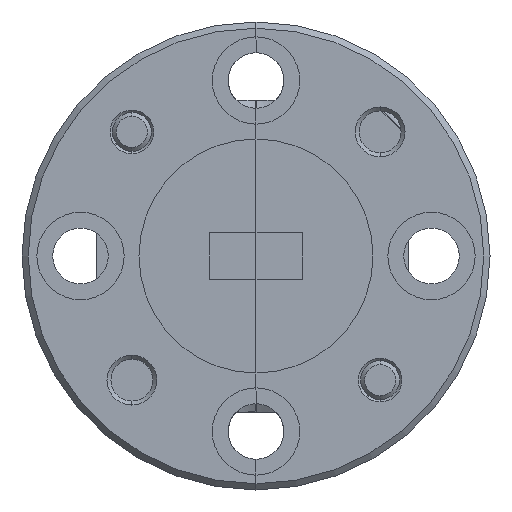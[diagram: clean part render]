
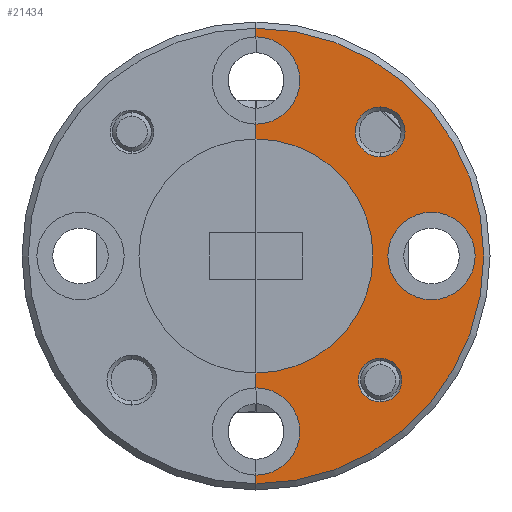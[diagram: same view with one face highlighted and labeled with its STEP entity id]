
A CAD part, left-side view. The second image highlights one B-rep face of the part: STEP entity #21434.
In plain terms, the highlighted planar face has unit normal (-1, 0, 0).
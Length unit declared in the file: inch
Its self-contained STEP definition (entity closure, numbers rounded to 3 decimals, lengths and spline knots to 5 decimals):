
#73 = ORIENTED_EDGE ( 'NONE', *, *, #3575, .F. ) ;
#105 = DIRECTION ( 'NONE',  ( -1., 0., 0. ) ) ;
#302 = DIRECTION ( 'NONE',  ( 0., 0., 1. ) ) ;
#636 = CARTESIAN_POINT ( 'NONE',  ( -0.4375, 0.385, 0.35125 ) ) ;
#928 = AXIS2_PLACEMENT_3D ( 'NONE', #30579, #11592, #21177 ) ;
#1410 = VERTEX_POINT ( 'NONE', #7276 ) ;
#1633 = VERTEX_POINT ( 'NONE', #36193 ) ;
#1876 = CARTESIAN_POINT ( 'NONE',  ( -0.4375, 0.385, 0. ) ) ;
#2778 = ORIENTED_EDGE ( 'NONE', *, *, #40113, .F. ) ;
#3024 = ORIENTED_EDGE ( 'NONE', *, *, #11844, .F. ) ;
#3487 = CARTESIAN_POINT ( 'NONE',  ( -0.4375, 0.385, -0.35125 ) ) ;
#3575 = EDGE_CURVE ( 'NONE', #7100, #23540, #37305, .T. ) ;
#4371 = DIRECTION ( 'NONE',  ( -1., 0., 0. ) ) ;
#4401 = CARTESIAN_POINT ( 'NONE',  ( -0.4375, 0.10375, 0.07 ) ) ;
#4458 = CIRCLE ( 'NONE', #17838, 0.04 ) ;
#4635 = CARTESIAN_POINT ( 'NONE',  ( -0.4375, 0.385, 0.1875 ) ) ;
#5323 = EDGE_CURVE ( 'NONE', #1410, #17567, #32254, .T. ) ;
#5460 = AXIS2_PLACEMENT_3D ( 'NONE', #32223, #35822, #10556 ) ;
#6073 = AXIS2_PLACEMENT_3D ( 'NONE', #20212, #4371, #7551 ) ;
#6132 = VERTEX_POINT ( 'NONE', #31652 ) ;
#6262 = VERTEX_POINT ( 'NONE', #32319 ) ;
#6569 = FACE_BOUND ( 'NONE', #24096, .T. ) ;
#6615 = ORIENTED_EDGE ( 'NONE', *, *, #29557, .T. ) ;
#6622 = DIRECTION ( 'NONE',  ( 0., 0., 1. ) ) ;
#6840 = DIRECTION ( 'NONE',  ( 0., 0., 1. ) ) ;
#6971 = CIRCLE ( 'NONE', #18135, 0.1875 ) ;
#6990 = VECTOR ( 'NONE', #23246, 39.37008 ) ;
#7100 = VERTEX_POINT ( 'NONE', #17439 ) ;
#7276 = CARTESIAN_POINT ( 'NONE',  ( -0.4375, 0.385, -0.21125 ) ) ;
#7419 = CIRCLE ( 'NONE', #39947, 0.07 ) ;
#7551 = DIRECTION ( 'NONE',  ( 0., 0., 1. ) ) ;
#8358 = EDGE_CURVE ( 'NONE', #33744, #1410, #8805, .T. ) ;
#8483 = EDGE_CURVE ( 'NONE', #29629, #1633, #30132, .T. ) ;
#8805 = CIRCLE ( 'NONE', #39719, 0.07 ) ;
#8849 = VECTOR ( 'NONE', #33918, 39.37008 ) ;
#8981 = ORIENTED_EDGE ( 'NONE', *, *, #13016, .F. ) ;
#9133 = CARTESIAN_POINT ( 'NONE',  ( -0.4375, 0.385, -0.28125 ) ) ;
#9223 = ORIENTED_EDGE ( 'NONE', *, *, #36719, .F. ) ;
#9889 = DIRECTION ( 'NONE',  ( 0., 0., 1. ) ) ;
#10204 = CARTESIAN_POINT ( 'NONE',  ( -0.4375, 0.385, 0. ) ) ;
#10556 = DIRECTION ( 'NONE',  ( 0., 0., 1. ) ) ;
#10977 = ORIENTED_EDGE ( 'NONE', *, *, #5323, .F. ) ;
#11094 = DIRECTION ( 'NONE',  ( -1., 0., 0. ) ) ;
#11592 = DIRECTION ( 'NONE',  ( -1., 0., 0. ) ) ;
#11835 = EDGE_CURVE ( 'NONE', #23540, #7100, #22327, .T. ) ;
#11844 = EDGE_CURVE ( 'NONE', #21715, #33744, #12884, .T. ) ;
#11934 = VECTOR ( 'NONE', #17123, 39.37008 ) ;
#12161 = DIRECTION ( 'NONE',  ( -1., 0., 0. ) ) ;
#12367 = DIRECTION ( 'NONE',  ( 0., 0., 1. ) ) ;
#12569 = FACE_OUTER_BOUND ( 'NONE', #29996, .T. ) ;
#12884 = LINE ( 'NONE', #24072, #8849 ) ;
#13016 = EDGE_CURVE ( 'NONE', #30212, #6262, #22764, .T. ) ;
#13142 = ORIENTED_EDGE ( 'NONE', *, *, #8483, .F. ) ;
#13278 = VECTOR ( 'NONE', #302, 39.37008 ) ;
#13307 = CARTESIAN_POINT ( 'NONE',  ( -0.4375, 0.18613, -0.16387 ) ) ;
#13514 = CARTESIAN_POINT ( 'NONE',  ( -0.4375, 0.18613, 0.19887 ) ) ;
#14298 = DIRECTION ( 'NONE',  ( 0., 0., 1. ) ) ;
#14562 = FACE_BOUND ( 'NONE', #36604, .T. ) ;
#16230 = CARTESIAN_POINT ( 'NONE',  ( -0.4375, 0.385, 0. ) ) ;
#16844 = CARTESIAN_POINT ( 'NONE',  ( -0.4375, 0.385, 0. ) ) ;
#17123 = DIRECTION ( 'NONE',  ( 0., 0., 1. ) ) ;
#17304 = EDGE_CURVE ( 'NONE', #26984, #6132, #18118, .T. ) ;
#17439 = CARTESIAN_POINT ( 'NONE',  ( -0.4375, 0.18613, -0.23387 ) ) ;
#17445 = CIRCLE ( 'NONE', #6073, 0.07 ) ;
#17567 = VERTEX_POINT ( 'NONE', #21728 ) ;
#17787 = ORIENTED_EDGE ( 'NONE', *, *, #17304, .F. ) ;
#17838 = AXIS2_PLACEMENT_3D ( 'NONE', #13514, #38570, #9889 ) ;
#18118 = CIRCLE ( 'NONE', #38795, 0.04 ) ;
#18135 = AXIS2_PLACEMENT_3D ( 'NONE', #39245, #11094, #33306 ) ;
#19226 = DIRECTION ( 'NONE',  ( -1., 0., 0. ) ) ;
#19649 = ORIENTED_EDGE ( 'NONE', *, *, #8358, .F. ) ;
#20171 = EDGE_CURVE ( 'NONE', #31233, #29629, #7419, .T. ) ;
#20175 = ORIENTED_EDGE ( 'NONE', *, *, #24478, .F. ) ;
#20212 = CARTESIAN_POINT ( 'NONE',  ( -0.4375, 0.10375, 0. ) ) ;
#20629 = AXIS2_PLACEMENT_3D ( 'NONE', #29239, #32011, #6622 ) ;
#20893 = PLANE ( 'NONE',  #37111 ) ;
#21177 = DIRECTION ( 'NONE',  ( 0., 0., 1. ) ) ;
#21434 = ADVANCED_FACE ( 'NONE', ( #14562, #23462, #12569, #6569 ), #20893, .T. ) ;
#21696 = ORIENTED_EDGE ( 'NONE', *, *, #11835, .F. ) ;
#21715 = VERTEX_POINT ( 'NONE', #29446 ) ;
#21728 = CARTESIAN_POINT ( 'NONE',  ( -0.4375, 0.385, -0.1875 ) ) ;
#22327 = CIRCLE ( 'NONE', #928, 0.035 ) ;
#22764 = CIRCLE ( 'NONE', #20629, 0.07 ) ;
#22930 = LINE ( 'NONE', #10204, #6990 ) ;
#23246 = DIRECTION ( 'NONE',  ( 0., 0., 1. ) ) ;
#23462 = FACE_BOUND ( 'NONE', #24186, .T. ) ;
#23540 = VERTEX_POINT ( 'NONE', #13307 ) ;
#23740 = EDGE_CURVE ( 'NONE', #6262, #30212, #17445, .T. ) ;
#24061 = DIRECTION ( 'NONE',  ( 0., 0., 1. ) ) ;
#24072 = CARTESIAN_POINT ( 'NONE',  ( -0.4375, 0.385, 0. ) ) ;
#24096 = EDGE_LOOP ( 'NONE', ( #8981, #30305 ) ) ;
#24186 = EDGE_LOOP ( 'NONE', ( #21696, #73 ) ) ;
#24478 = EDGE_CURVE ( 'NONE', #6132, #26984, #4458, .T. ) ;
#24791 = ORIENTED_EDGE ( 'NONE', *, *, #20171, .F. ) ;
#25278 = CARTESIAN_POINT ( 'NONE',  ( -0.4375, 0.385, 0.28125 ) ) ;
#26895 = DIRECTION ( 'NONE',  ( -1., 0., 0. ) ) ;
#26984 = VERTEX_POINT ( 'NONE', #33717 ) ;
#28119 = AXIS2_PLACEMENT_3D ( 'NONE', #38454, #105, #6840 ) ;
#28570 = DIRECTION ( 'NONE',  ( -1., 0., 0. ) ) ;
#29239 = CARTESIAN_POINT ( 'NONE',  ( -0.4375, 0.10375, 0. ) ) ;
#29446 = CARTESIAN_POINT ( 'NONE',  ( -0.4375, 0.385, -0.365 ) ) ;
#29557 = EDGE_CURVE ( 'NONE', #21715, #1633, #40364, .T. ) ;
#29629 = VERTEX_POINT ( 'NONE', #636 ) ;
#29996 = EDGE_LOOP ( 'NONE', ( #3024, #6615, #13142, #24791, #2778, #9223, #10977, #19649 ) ) ;
#30132 = LINE ( 'NONE', #16230, #13278 ) ;
#30212 = VERTEX_POINT ( 'NONE', #4401 ) ;
#30305 = ORIENTED_EDGE ( 'NONE', *, *, #23740, .F. ) ;
#30579 = CARTESIAN_POINT ( 'NONE',  ( -0.4375, 0.18613, -0.19887 ) ) ;
#31233 = VERTEX_POINT ( 'NONE', #40353 ) ;
#31652 = CARTESIAN_POINT ( 'NONE',  ( -0.4375, 0.18613, 0.23887 ) ) ;
#32011 = DIRECTION ( 'NONE',  ( -1., 0., 0. ) ) ;
#32223 = CARTESIAN_POINT ( 'NONE',  ( -0.4375, 0.385, 0. ) ) ;
#32254 = LINE ( 'NONE', #16844, #11934 ) ;
#32319 = CARTESIAN_POINT ( 'NONE',  ( -0.4375, 0.10375, -0.07 ) ) ;
#33306 = DIRECTION ( 'NONE',  ( 0., 0., 1. ) ) ;
#33695 = CARTESIAN_POINT ( 'NONE',  ( -0.4375, 0.18613, 0.19887 ) ) ;
#33717 = CARTESIAN_POINT ( 'NONE',  ( -0.4375, 0.18613, 0.15887 ) ) ;
#33744 = VERTEX_POINT ( 'NONE', #3487 ) ;
#33918 = DIRECTION ( 'NONE',  ( 0., 0., 1. ) ) ;
#35244 = DIRECTION ( 'NONE',  ( 0., 0., 1. ) ) ;
#35822 = DIRECTION ( 'NONE',  ( -1., 0., 0. ) ) ;
#36193 = CARTESIAN_POINT ( 'NONE',  ( -0.4375, 0.385, 0.365 ) ) ;
#36604 = EDGE_LOOP ( 'NONE', ( #20175, #17787 ) ) ;
#36719 = EDGE_CURVE ( 'NONE', #17567, #39246, #6971, .T. ) ;
#37111 = AXIS2_PLACEMENT_3D ( 'NONE', #1876, #12161, #24061 ) ;
#37305 = CIRCLE ( 'NONE', #28119, 0.035 ) ;
#38454 = CARTESIAN_POINT ( 'NONE',  ( -0.4375, 0.18613, -0.19887 ) ) ;
#38570 = DIRECTION ( 'NONE',  ( -1., 0., 0. ) ) ;
#38795 = AXIS2_PLACEMENT_3D ( 'NONE', #33695, #26895, #14298 ) ;
#39245 = CARTESIAN_POINT ( 'NONE',  ( -0.4375, 0.385, 0. ) ) ;
#39246 = VERTEX_POINT ( 'NONE', #4635 ) ;
#39719 = AXIS2_PLACEMENT_3D ( 'NONE', #9133, #28570, #12367 ) ;
#39947 = AXIS2_PLACEMENT_3D ( 'NONE', #25278, #19226, #35244 ) ;
#40113 = EDGE_CURVE ( 'NONE', #39246, #31233, #22930, .T. ) ;
#40353 = CARTESIAN_POINT ( 'NONE',  ( -0.4375, 0.385, 0.21125 ) ) ;
#40364 = CIRCLE ( 'NONE', #5460, 0.365 ) ;
